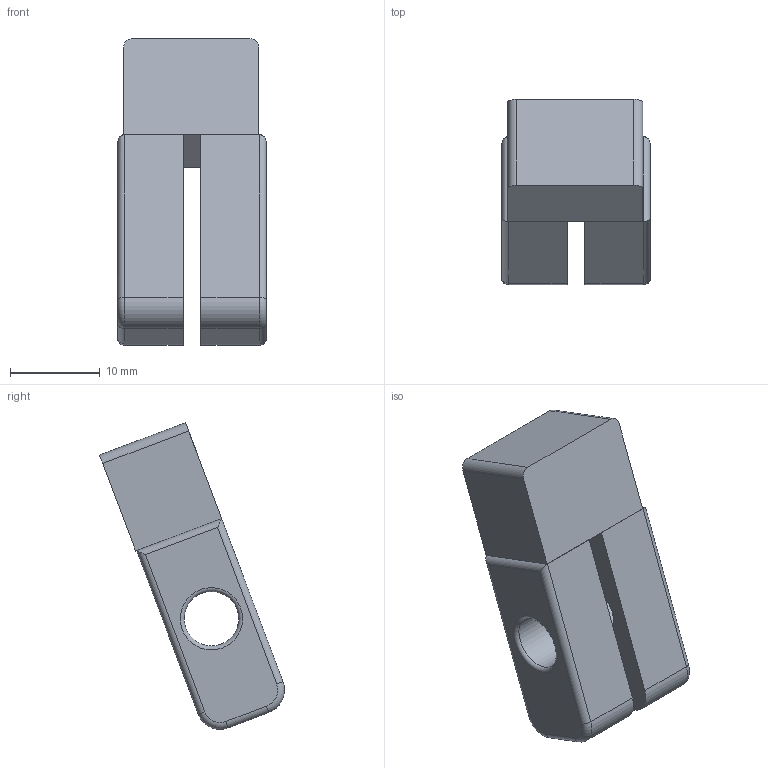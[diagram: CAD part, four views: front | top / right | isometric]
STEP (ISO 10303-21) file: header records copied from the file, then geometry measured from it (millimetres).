
FILE_DESCRIPTION(/* description */ (''),/* implementation_level */ '2;1');
FILE_NAME(/* name */ '2fb2b28a-054e-11ec-8dd1-06fd2e6e9381.step',/* time_stamp */ '2021-08-25T02:43:18+00:00',/* author */ (''),/* organization */ (''),/* preprocessor_version */ 'ST-DEVELOPER v18.1',/* originating_system */ 'Autodesk Translation Framework v10.6.0.1341',/* authorisation */ '');
FILE_SCHEMA (('AUTOMOTIVE_DESIGN { 1 0 10303 214 3 1 1 }'));
Length unit declared in the file: centimetre
Products named in the file (1): temp_body
Bounding box: 16.63 x 20.65 x 34.24 mm (x, y, z)
Volume: 4569.4 mm3; surface area: 2529.7 mm2
Topology: 1 solids, 1 shells, 39 faces, 94 edges, 58 vertices
Faces by surface type: plane 17, cylinder 16, torus 6
Full cylindrical faces by diameter (mm): 6.086 x2
Entity records: 1182 total; most frequent: DIRECTION 212, CARTESIAN_POINT 192, ORIENTED_EDGE 188, EDGE_CURVE 94, AXIS2_PLACEMENT_3D 78, VERTEX_POINT 58, LINE 56, VECTOR 56
